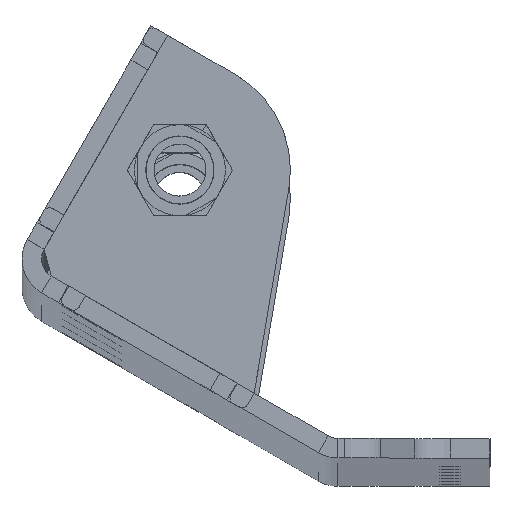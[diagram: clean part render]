
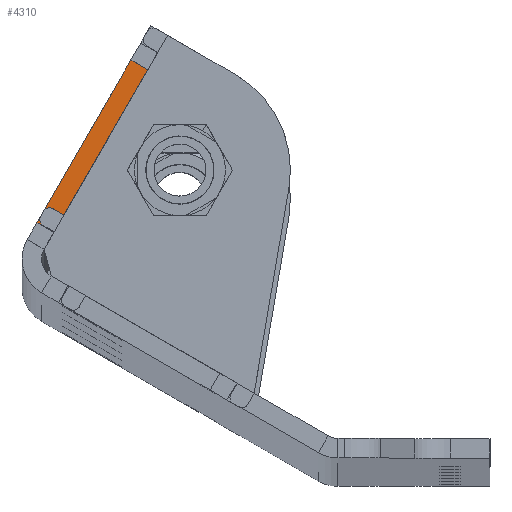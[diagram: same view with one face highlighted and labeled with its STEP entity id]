
A CAD part, top view. The second image highlights one B-rep face of the part: STEP entity #4310.
In plain terms, the highlighted planar face has unit normal (0, 0, 1).
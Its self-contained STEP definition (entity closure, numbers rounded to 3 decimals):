
#377 = DIRECTION ( 'NONE',  ( 0., 0., 1. ) ) ;
#575 = LINE ( 'NONE', #6241, #7139 ) ;
#591 = DIRECTION ( 'NONE',  ( -0.5, -0.866, 0. ) ) ;
#601 = LINE ( 'NONE', #2357, #6345 ) ;
#814 = EDGE_CURVE ( 'NONE', #5193, #4891, #3977, .T. ) ;
#981 = CARTESIAN_POINT ( 'NONE',  ( -623.892, -1056.613, 1254.4 ) ) ;
#1274 = LINE ( 'NONE', #2984, #1402 ) ;
#1282 = EDGE_CURVE ( 'NONE', #3932, #6317, #1274, .T. ) ;
#1402 = VECTOR ( 'NONE', #591, 1000. ) ;
#1452 = ORIENTED_EDGE ( 'NONE', *, *, #6188, .T. ) ;
#1843 = VECTOR ( 'NONE', #5648, 1000. ) ;
#2281 = CARTESIAN_POINT ( 'NONE',  ( -609.444, -1031.588, 1254.4 ) ) ;
#2357 = CARTESIAN_POINT ( 'NONE',  ( -609.444, -1031.588, 1254.4 ) ) ;
#2452 = ORIENTED_EDGE ( 'NONE', *, *, #6907, .F. ) ;
#2784 = CARTESIAN_POINT ( 'NONE',  ( -608.992, -1024.805, 1254.4 ) ) ;
#2984 = CARTESIAN_POINT ( 'NONE',  ( -606.394, -1026.305, 1254.4 ) ) ;
#3212 = FACE_OUTER_BOUND ( 'NONE', #7048, .T. ) ;
#3597 = CARTESIAN_POINT ( 'NONE',  ( -612.042, -1030.088, 1254.4 ) ) ;
#3784 = CARTESIAN_POINT ( 'NONE',  ( -606.394, -1026.305, 1254.4 ) ) ;
#3932 = VERTEX_POINT ( 'NONE', #2281 ) ;
#3977 = LINE ( 'NONE', #2784, #1843 ) ;
#4310 = ADVANCED_FACE ( 'NONE', ( #3212 ), #6041, .T. ) ;
#4891 = VERTEX_POINT ( 'NONE', #5876 ) ;
#4952 = ORIENTED_EDGE ( 'NONE', *, *, #1282, .F. ) ;
#5193 = VERTEX_POINT ( 'NONE', #3597 ) ;
#5588 = DIRECTION ( 'NONE',  ( 0.866, -0.5, 0. ) ) ;
#5648 = DIRECTION ( 'NONE',  ( -0.5, -0.866, 0. ) ) ;
#5876 = CARTESIAN_POINT ( 'NONE',  ( -626.49, -1055.113, 1254.4 ) ) ;
#6041 = PLANE ( 'NONE',  #7151 ) ;
#6188 = EDGE_CURVE ( 'NONE', #4891, #6317, #575, .T. ) ;
#6241 = CARTESIAN_POINT ( 'NONE',  ( -623.892, -1056.613, 1254.4 ) ) ;
#6317 = VERTEX_POINT ( 'NONE', #981 ) ;
#6345 = VECTOR ( 'NONE', #6981, 1000. ) ;
#6907 = EDGE_CURVE ( 'NONE', #5193, #3932, #601, .T. ) ;
#6981 = DIRECTION ( 'NONE',  ( 0.866, -0.5, 0. ) ) ;
#7001 = ORIENTED_EDGE ( 'NONE', *, *, #814, .T. ) ;
#7048 = EDGE_LOOP ( 'NONE', ( #2452, #7001, #1452, #4952 ) ) ;
#7139 = VECTOR ( 'NONE', #5588, 1000. ) ;
#7151 = AXIS2_PLACEMENT_3D ( 'NONE', #3784, #377, #7268 ) ;
#7268 = DIRECTION ( 'NONE',  ( -0.5, -0.866, 0. ) ) ;
